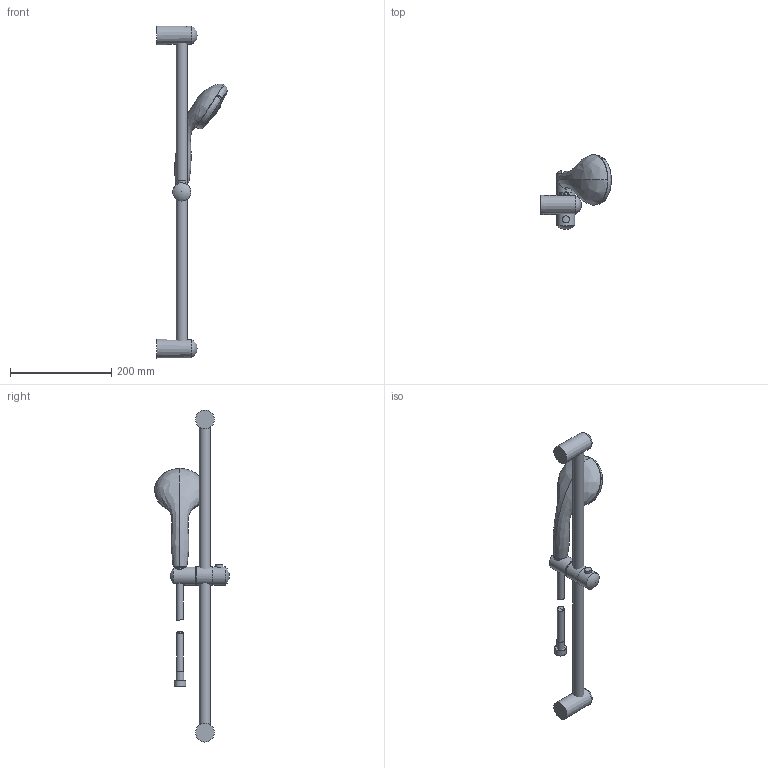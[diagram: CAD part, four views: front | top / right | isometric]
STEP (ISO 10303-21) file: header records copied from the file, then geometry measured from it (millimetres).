
FILE_DESCRIPTION(/* description */ ('Unknown'),/* implementation_level */ '2;1');
FILE_NAME(/* name */ '27644000',/* time_stamp */ '2022-09-06T09:55:53+02:00',/* author */ ('Unknown'),/* organization */ ('GROHE AG'),/* preprocessor_version */ 'ST-DEVELOPER v16.7',/* originating_system */ 'DEX',/* authorisation */ $);
FILE_SCHEMA (('AUTOMOTIVE_DESIGN {1 0 10303 214 3 1 1}'));
Length unit declared in the file: millimetre
Products named in the file (8): 27644000; Housing; 27644000_0; 27644000_1; id134; DF_REVOL; face1
Assembly tree (7 placements, depth 2):
  27644000
    27644000
    Housing
    27644000_0
    27644000_1
    id134
    DF_REVOL
    face1
Bounding box: 140.03 x 147.6 x 657.32 mm (x, y, z)
Volume: 417080.7 mm3; surface area: 141070.4 mm2
Topology: 4 solids, 16 shells, 75 faces, 403 edges, 348 vertices
Faces by surface type: plane 20, cylinder 20, bspline 16, cone 10, sphere 5, torus 4
Full cylindrical faces by diameter (mm): 13.8 x2, 14 x1, 14.7 x2, 19.9 x1, 21.8 x1, 22.6 x1, 23 x1, 33.4 x1, 36 x3, 89.4 x1, 90.2 x1
Entity records: 6736 total; most frequent: CARTESIAN_POINT 3871, ORIENTED_EDGE 443, EDGE_CURVE 349, VERTEX_POINT 332, DIRECTION 332, B_SPLINE_CURVE_WITH_KNOTS 237, AXIS2_PLACEMENT_3D 153, EDGE_LOOP 141
